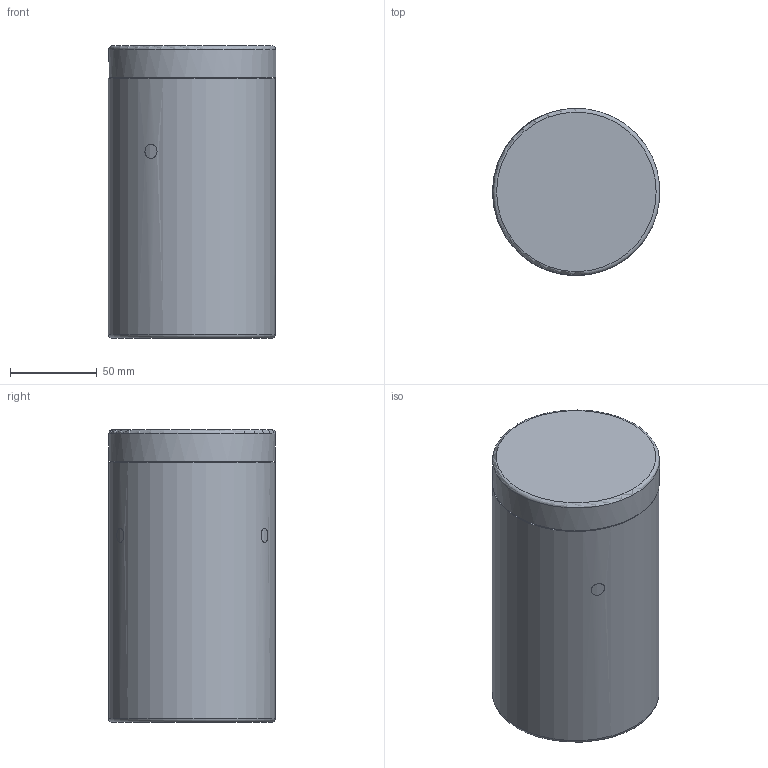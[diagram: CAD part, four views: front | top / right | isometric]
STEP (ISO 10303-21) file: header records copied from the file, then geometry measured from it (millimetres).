
FILE_DESCRIPTION(/* description */ (''),/* implementation_level */ '2;1');
FILE_NAME(/* name */ 'amadeus.step',/* time_stamp */ '2026-02-17T20:24:38-06:00',/* author */ (''),/* organization */ (''),/* preprocessor_version */ 'ST-DEVELOPER v20.1',/* originating_system */ 'Autodesk Translation Framework v14.24.0.0',/* authorisation */ '');
FILE_SCHEMA (('AUTOMOTIVE_DESIGN { 1 0 10303 214 3 1 1 }'));
Length unit declared in the file: millimetre
Products named in the file (1): 2026-02-03-13-07-38-650
Bounding box: 96.39 x 96.35 x 168.48 mm (x, y, z)
Volume: 417720.4 mm3; surface area: 376434.9 mm2
Topology: 5 solids, 5 shells, 129 faces, 330 edges, 218 vertices
Faces by surface type: plane 68, cylinder 40, cone 9, bspline 8, torus 4
Full cylindrical faces by diameter (mm): 3.21 x12, 4.5 x4, 8.025 x3, 85.6 x3, 89.88 x3, 92.02 x5, 96.3 x4
Entity records: 6253 total; most frequent: CARTESIAN_POINT 3022, ORIENTED_EDGE 660, DIRECTION 612, EDGE_CURVE 330, VERTEX_POINT 218, AXIS2_PLACEMENT_3D 217, EDGE_LOOP 186, LINE 178
